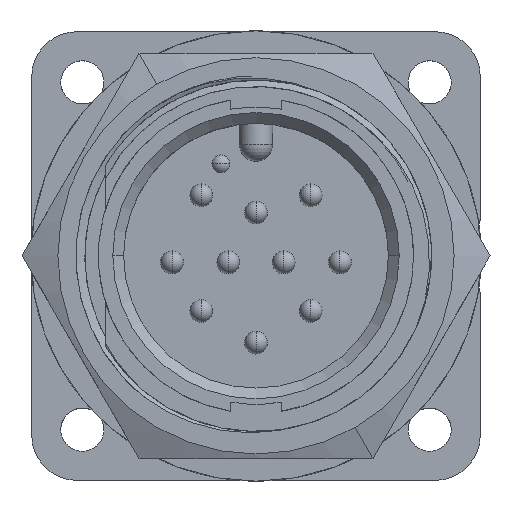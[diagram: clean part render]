
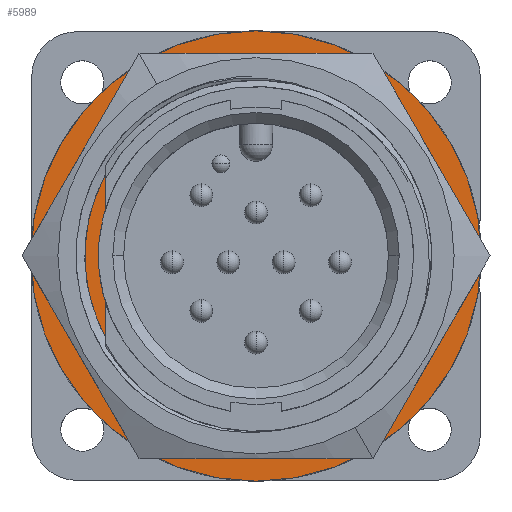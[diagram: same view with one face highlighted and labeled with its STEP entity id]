
A CAD part, top view. The second image highlights one B-rep face of the part: STEP entity #5989.
In plain terms, the highlighted planar face has unit normal (0, 0, 1).
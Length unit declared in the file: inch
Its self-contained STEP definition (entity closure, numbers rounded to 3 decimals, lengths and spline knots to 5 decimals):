
#1675 = AXIS2_PLACEMENT_3D ( 'NONE', #11714, #11718, #11719 ) ;
#1736 = AXIS2_PLACEMENT_3D ( 'NONE', #11720, #11721, #11722 ) ;
#1739 = VECTOR ( 'NONE', #11726, 39.37008 ) ;
#1745 = AXIS2_PLACEMENT_3D ( 'NONE', #11723, #11727, #11728 ) ;
#1755 = AXIS2_PLACEMENT_3D ( 'NONE', #11729, #11730, #11731 ) ;
#2514 = CIRCLE ( 'NONE', #2703, 0.625 ) ;
#2547 = CIRCLE ( 'NONE', #1675, 0.4875 ) ;
#2548 = CIRCLE ( 'NONE', #1736, 0.4875 ) ;
#2549 = CIRCLE ( 'NONE', #1745, 0.46955 ) ;
#2550 = CIRCLE ( 'NONE', #1755, 0.625 ) ;
#2703 = AXIS2_PLACEMENT_3D ( 'NONE', #15296, #15297, #15298 ) ;
#3804 = EDGE_LOOP ( 'NONE', ( #5742, #5789 ) ) ;
#3842 = EDGE_LOOP ( 'NONE', ( #5728, #5786, #5745, #5777, #5765, #5790 ) ) ;
#4244 = CARTESIAN_POINT ( 'NONE',  ( -0.16673, -0.4581, 0.133 ) ) ;
#4276 = CARTESIAN_POINT ( 'NONE',  ( 0.625, 0., 0.133 ) ) ;
#4314 = CARTESIAN_POINT ( 'NONE',  ( -0.4175, -0.25169, 0.133 ) ) ;
#4447 = CARTESIAN_POINT ( 'NONE',  ( 0.16134, 0.44096, 0.133 ) ) ;
#4693 = CARTESIAN_POINT ( 'NONE',  ( -0.4175, 0.25169, 0.133 ) ) ;
#4884 = CARTESIAN_POINT ( 'NONE',  ( -0.3957, 0.28475, 0.133 ) ) ;
#4900 = CARTESIAN_POINT ( 'NONE',  ( 0.38157, -0.27364, 0.133 ) ) ;
#5020 = CARTESIAN_POINT ( 'NONE',  ( -0.625, 0., 0.133 ) ) ;
#5062 = B_SPLINE_CURVE_WITH_KNOTS ( 'NONE', 3,
 ( #14840, #14841, #14842, #14843, #14844, #14845, #14846, #14847, #14848, #14849, #14850, #14851, #14852, #14853, #14854, #14855, #14856, #14857, #14858, #14859, #14860, #14861 ),
 .UNSPECIFIED., .F., .F.,
 ( 4, 2, 2, 2, 2, 2, 2, 2, 2, 2, 4 ),
 ( 0., 0.00198, 0.00396, 0.00595, 0.00694, 0.00793, 0.00991, 0.0109, 0.01189, 0.01388, 0.01586 ),
 .UNSPECIFIED. ) ;
#5094 = B_SPLINE_CURVE_WITH_KNOTS ( 'NONE', 3,
 ( #12018, #12022, #12023, #12024, #12025, #12026, #12027, #12028, #12029, #12030, #12031, #14766, #14767, #14768, #14769, #14770, #14771, #14772, #14773, #14774, #14775, #14776 ),
 .UNSPECIFIED., .F., .F.,
 ( 4, 2, 2, 2, 2, 2, 2, 2, 2, 2, 4 ),
 ( 0., 0.00198, 0.00396, 0.00595, 0.00694, 0.00793, 0.00991, 0.0109, 0.01189, 0.01387, 0.01586 ),
 .UNSPECIFIED. ) ;
#5187 = VERTEX_POINT ( 'NONE', #5020 ) ;
#5189 = VERTEX_POINT ( 'NONE', #4884 ) ;
#5190 = VERTEX_POINT ( 'NONE', #4244 ) ;
#5192 = VERTEX_POINT ( 'NONE', #4276 ) ;
#5196 = VERTEX_POINT ( 'NONE', #4900 ) ;
#5203 = VERTEX_POINT ( 'NONE', #4314 ) ;
#5214 = VERTEX_POINT ( 'NONE', #4447 ) ;
#5217 = VERTEX_POINT ( 'NONE', #4693 ) ;
#5728 = ORIENTED_EDGE ( 'NONE', *, *, #7705, .F. ) ;
#5742 = ORIENTED_EDGE ( 'NONE', *, *, #7708, .T. ) ;
#5745 = ORIENTED_EDGE ( 'NONE', *, *, #7707, .T. ) ;
#5765 = ORIENTED_EDGE ( 'NONE', *, *, #7704, .F. ) ;
#5777 = ORIENTED_EDGE ( 'NONE', *, *, #7763, .T. ) ;
#5786 = ORIENTED_EDGE ( 'NONE', *, *, #7783, .T. ) ;
#5789 = ORIENTED_EDGE ( 'NONE', *, *, #7883, .T. ) ;
#5790 = ORIENTED_EDGE ( 'NONE', *, *, #7706, .F. ) ;
#5989 = ADVANCED_FACE ( 'NONE', ( #15764, #16003 ), #14583, .T. ) ;
#7704 = EDGE_CURVE ( 'NONE', #5203, #5190, #2547, .T. ) ;
#7705 = EDGE_CURVE ( 'NONE', #5189, #5217, #2548, .T. ) ;
#7706 = EDGE_CURVE ( 'NONE', #5217, #5203, #11724, .T. ) ;
#7707 = EDGE_CURVE ( 'NONE', #5214, #5196, #2549, .T. ) ;
#7708 = EDGE_CURVE ( 'NONE', #5187, #5192, #2550, .T. ) ;
#7763 = EDGE_CURVE ( 'NONE', #5196, #5190, #5094, .T. ) ;
#7783 = EDGE_CURVE ( 'NONE', #5189, #5214, #5062, .T. ) ;
#7883 = EDGE_CURVE ( 'NONE', #5192, #5187, #2514, .T. ) ;
#11714 = CARTESIAN_POINT ( 'NONE',  ( 0., 0., 0.133 ) ) ;
#11718 = DIRECTION ( 'NONE',  ( 0., 0., 1. ) ) ;
#11719 = DIRECTION ( 'NONE',  ( 1., 0., 0. ) ) ;
#11720 = CARTESIAN_POINT ( 'NONE',  ( 0., 0., 0.133 ) ) ;
#11721 = DIRECTION ( 'NONE',  ( 0., 0., 1. ) ) ;
#11722 = DIRECTION ( 'NONE',  ( 1., 0., 0. ) ) ;
#11723 = CARTESIAN_POINT ( 'NONE',  ( 0., 0., 0.133 ) ) ;
#11724 = LINE ( 'NONE', #11725, #1739 ) ;
#11725 = CARTESIAN_POINT ( 'NONE',  ( -0.4175, 0.25169, 0.133 ) ) ;
#11726 = DIRECTION ( 'NONE',  ( 0., -1., 0. ) ) ;
#11727 = DIRECTION ( 'NONE',  ( 0., 0., -1. ) ) ;
#11728 = DIRECTION ( 'NONE',  ( 1., 0., 0. ) ) ;
#11729 = CARTESIAN_POINT ( 'NONE',  ( 0., 0., 0.133 ) ) ;
#11730 = DIRECTION ( 'NONE',  ( 0., 0., 1. ) ) ;
#11731 = DIRECTION ( 'NONE',  ( 1., 0., 0. ) ) ;
#12018 = CARTESIAN_POINT ( 'NONE',  ( 0.38157, -0.27364, 0.133 ) ) ;
#12022 = CARTESIAN_POINT ( 'NONE',  ( 0.36705, -0.29526, 0.133 ) ) ;
#12023 = CARTESIAN_POINT ( 'NONE',  ( 0.35072, -0.31565, 0.133 ) ) ;
#12024 = CARTESIAN_POINT ( 'NONE',  ( 0.31502, -0.35333, 0.133 ) ) ;
#12025 = CARTESIAN_POINT ( 'NONE',  ( 0.29549, -0.37077, 0.133 ) ) ;
#12026 = CARTESIAN_POINT ( 'NONE',  ( 0.25429, -0.40185, 0.133 ) ) ;
#12027 = CARTESIAN_POINT ( 'NONE',  ( 0.23256, -0.41555, 0.133 ) ) ;
#12028 = CARTESIAN_POINT ( 'NONE',  ( 0.19839, -0.43349, 0.133 ) ) ;
#12029 = CARTESIAN_POINT ( 'NONE',  ( 0.18673, -0.43903, 0.133 ) ) ;
#12030 = CARTESIAN_POINT ( 'NONE',  ( 0.16287, -0.4492, 0.133 ) ) ;
#12031 = CARTESIAN_POINT ( 'NONE',  ( 0.15068, -0.45383, 0.133 ) ) ;
#14583 = PLANE ( 'NONE',  #15742 ) ;
#14584 = CARTESIAN_POINT ( 'NONE',  ( 0., 0., 0.133 ) ) ;
#14585 = DIRECTION ( 'NONE',  ( 0., 0., 1. ) ) ;
#14586 = DIRECTION ( 'NONE',  ( 1., 0., 0. ) ) ;
#14766 = CARTESIAN_POINT ( 'NONE',  ( 0.11395, -0.4661, 0.133 ) ) ;
#14767 = CARTESIAN_POINT ( 'NONE',  ( 0.08902, -0.47226, 0.133 ) ) ;
#14768 = CARTESIAN_POINT ( 'NONE',  ( 0.05096, -0.4785, 0.133 ) ) ;
#14769 = CARTESIAN_POINT ( 'NONE',  ( 0.03816, -0.48008, 0.133 ) ) ;
#14770 = CARTESIAN_POINT ( 'NONE',  ( 0.01235, -0.48221, 0.133 ) ) ;
#14771 = CARTESIAN_POINT ( 'NONE',  ( -0.00069, -0.48276, 0.133 ) ) ;
#14772 = CARTESIAN_POINT ( 'NONE',  ( -0.03961, -0.48282, 0.133 ) ) ;
#14773 = CARTESIAN_POINT ( 'NONE',  ( -0.06557, -0.48076, 0.133 ) ) ;
#14774 = CARTESIAN_POINT ( 'NONE',  ( -0.11685, -0.47249, 0.133 ) ) ;
#14775 = CARTESIAN_POINT ( 'NONE',  ( -0.14203, -0.46632, 0.133 ) ) ;
#14776 = CARTESIAN_POINT ( 'NONE',  ( -0.16673, -0.4581, 0.133 ) ) ;
#14840 = CARTESIAN_POINT ( 'NONE',  ( -0.3957, 0.28475, 0.133 ) ) ;
#14841 = CARTESIAN_POINT ( 'NONE',  ( -0.37987, 0.30543, 0.133 ) ) ;
#14842 = CARTESIAN_POINT ( 'NONE',  ( -0.36239, 0.32483, 0.133 ) ) ;
#14843 = CARTESIAN_POINT ( 'NONE',  ( -0.32468, 0.36052, 0.133 ) ) ;
#14844 = CARTESIAN_POINT ( 'NONE',  ( -0.30429, 0.37694, 0.133 ) ) ;
#14845 = CARTESIAN_POINT ( 'NONE',  ( -0.26161, 0.40605, 0.133 ) ) ;
#14846 = CARTESIAN_POINT ( 'NONE',  ( -0.23932, 0.41881, 0.133 ) ) ;
#14847 = CARTESIAN_POINT ( 'NONE',  ( -0.20443, 0.4352, 0.133 ) ) ;
#14848 = CARTESIAN_POINT ( 'NONE',  ( -0.19255, 0.4402, 0.133 ) ) ;
#14849 = CARTESIAN_POINT ( 'NONE',  ( -0.16831, 0.44926, 0.133 ) ) ;
#14850 = CARTESIAN_POINT ( 'NONE',  ( -0.15588, 0.45333, 0.133 ) ) ;
#14851 = CARTESIAN_POINT ( 'NONE',  ( -0.11849, 0.4639, 0.133 ) ) ;
#14852 = CARTESIAN_POINT ( 'NONE',  ( -0.09326, 0.46884, 0.133 ) ) ;
#14853 = CARTESIAN_POINT ( 'NONE',  ( -0.05497, 0.47317, 0.133 ) ) ;
#14854 = CARTESIAN_POINT ( 'NONE',  ( -0.04214, 0.47409, 0.133 ) ) ;
#14855 = CARTESIAN_POINT ( 'NONE',  ( -0.01632, 0.4749, 0.133 ) ) ;
#14856 = CARTESIAN_POINT ( 'NONE',  ( -0.00328, 0.47478, 0.133 ) ) ;
#14857 = CARTESIAN_POINT ( 'NONE',  ( 0.03569, 0.47279, 0.133 ) ) ;
#14858 = CARTESIAN_POINT ( 'NONE',  ( 0.06147, 0.46934, 0.133 ) ) ;
#14859 = CARTESIAN_POINT ( 'NONE',  ( 0.11233, 0.45822, 0.133 ) ) ;
#14860 = CARTESIAN_POINT ( 'NONE',  ( 0.13714, 0.45062, 0.133 ) ) ;
#14861 = CARTESIAN_POINT ( 'NONE',  ( 0.16134, 0.44096, 0.133 ) ) ;
#15296 = CARTESIAN_POINT ( 'NONE',  ( 0., 0., 0.133 ) ) ;
#15297 = DIRECTION ( 'NONE',  ( 0., 0., 1. ) ) ;
#15298 = DIRECTION ( 'NONE',  ( 1., 0., 0. ) ) ;
#15742 = AXIS2_PLACEMENT_3D ( 'NONE', #14584, #14585, #14586 ) ;
#15764 = FACE_OUTER_BOUND ( 'NONE', #3804, .T. ) ;
#16003 = FACE_BOUND ( 'NONE', #3842, .T. ) ;
